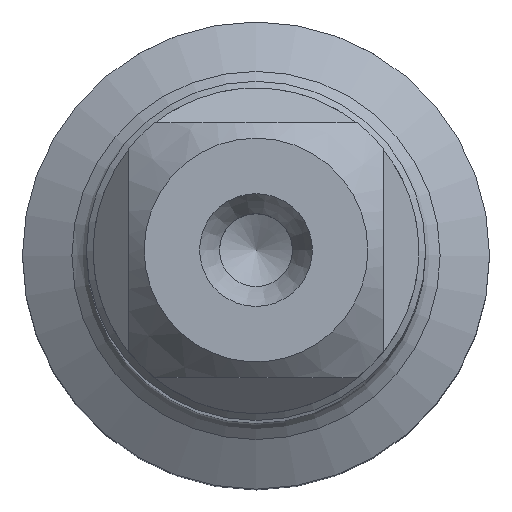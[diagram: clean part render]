
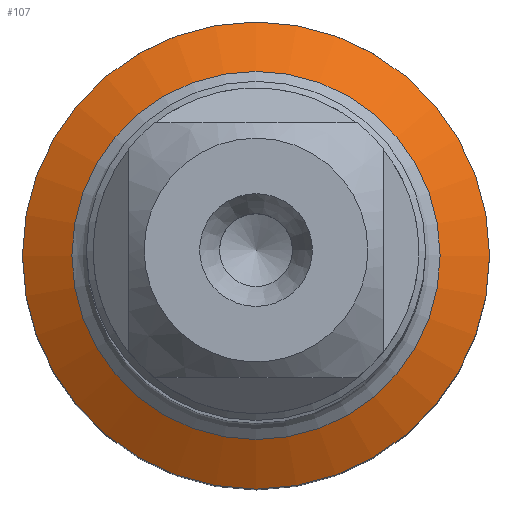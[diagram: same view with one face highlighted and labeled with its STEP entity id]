
A CAD part, top view. The second image highlights one B-rep face of the part: STEP entity #107.
In plain terms, the highlighted conical face has half-angle 60 degrees and reference radius 4.511 mm.
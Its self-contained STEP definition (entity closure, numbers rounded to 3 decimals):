
#94=CONICAL_SURFACE('',#465,4.511,60.);
#107=ADVANCED_FACE('',(#146,#147),#94,.T.);
#146=FACE_BOUND('',#184,.T.);
#147=FACE_BOUND('',#185,.T.);
#184=EDGE_LOOP('',(#230));
#185=EDGE_LOOP('',(#231));
#230=ORIENTED_EDGE('',*,*,#349,.T.);
#231=ORIENTED_EDGE('',*,*,#344,.F.);
#308=VERTEX_POINT('',#674);
#313=VERTEX_POINT('',#687);
#344=EDGE_CURVE('',#308,#308,#386,.T.);
#349=EDGE_CURVE('',#313,#313,#391,.T.);
#386=CIRCLE('',#456,6.419);
#391=CIRCLE('',#464,5.061);
#456=AXIS2_PLACEMENT_3D('',#673,#519,#520);
#464=AXIS2_PLACEMENT_3D('',#686,#535,#536);
#465=AXIS2_PLACEMENT_3D('',#688,#537,#538);
#519=DIRECTION('',(0.,0.,-1.));
#520=DIRECTION('',(-1.,0.,0.));
#535=DIRECTION('',(0.,0.,-1.));
#536=DIRECTION('',(-1.,0.,0.));
#537=DIRECTION('',(0.,0.,-1.));
#538=DIRECTION('',(-1.,0.,0.));
#673=CARTESIAN_POINT('',(0.,0.,-86.711));
#674=CARTESIAN_POINT('',(-6.419,0.,-86.711));
#686=CARTESIAN_POINT('',(0.,0.,-85.927));
#687=CARTESIAN_POINT('',(-5.061,0.,-85.927));
#688=CARTESIAN_POINT('',(0.,0.,-85.609));
